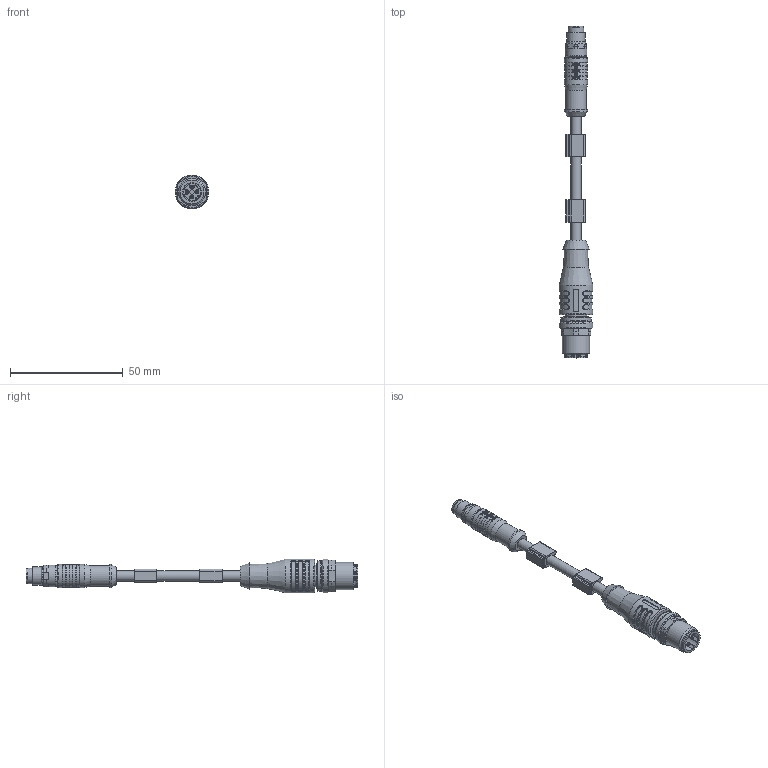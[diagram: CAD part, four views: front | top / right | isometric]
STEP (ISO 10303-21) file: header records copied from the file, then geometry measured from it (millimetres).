
FILE_DESCRIPTION(/* description */ (''),/* implementation_level */ '2;1');
FILE_NAME(/* name */ '5020711_IE-WASSY4.082-...-IE-SSPS4.027_S3400.stp',/* time_stamp */ '2014-08-18T09:51:56+02:00',/* author */ (''),/* organization */ (''),/* preprocessor_version */ 'ST-DEVELOPER v14',/* originating_system */ 'SIEMENS PLM Software NX 8.0',/* authorisation */ '');
FILE_SCHEMA (('AUTOMOTIVE_DESIGN { 1 0 10303 214 3 1 1 1 }'));
Length unit declared in the file: millimetre
Products named in the file (1): 5002151__Umspritzung_part_63066
Bounding box: 15 x 147.4 x 15 mm (x, y, z)
Volume: 10222.2 mm3; surface area: 6210 mm2
Topology: 1 solids, 2 shells, 578 faces, 1528 edges, 1063 vertices
Faces by surface type: plane 236, cylinder 163, torus 58, bspline 51, cone 42, extrusion 24, sphere 4
Full cylindrical faces by diameter (mm): 1 x12, 2 x1, 4.6 x3, 5.775 x1, 6.2 x1, 6.275 x1, 6.35 x1, 6.85 x1, 6.9 x1, 8 x1, 8.375 x1, 8.8 x1, 9.1 x1, 9.5 x1, 9.6 x1, 9.9 x1, 10.3 x2, 10.45 x1, 10.65 x1, 11.8 x1, 12 x1, 12.55 x1, 13.5 x1, 15 x2
Entity records: 25516 total; most frequent: CARTESIAN_POINT 8614, DIRECTION 2711, ORIENTED_EDGE 2680, EDGE_CURVE 1340, AXIS2_PLACEMENT_3D 1000, VERTEX_POINT 893, EDGE_LOOP 711, VECTOR 711
